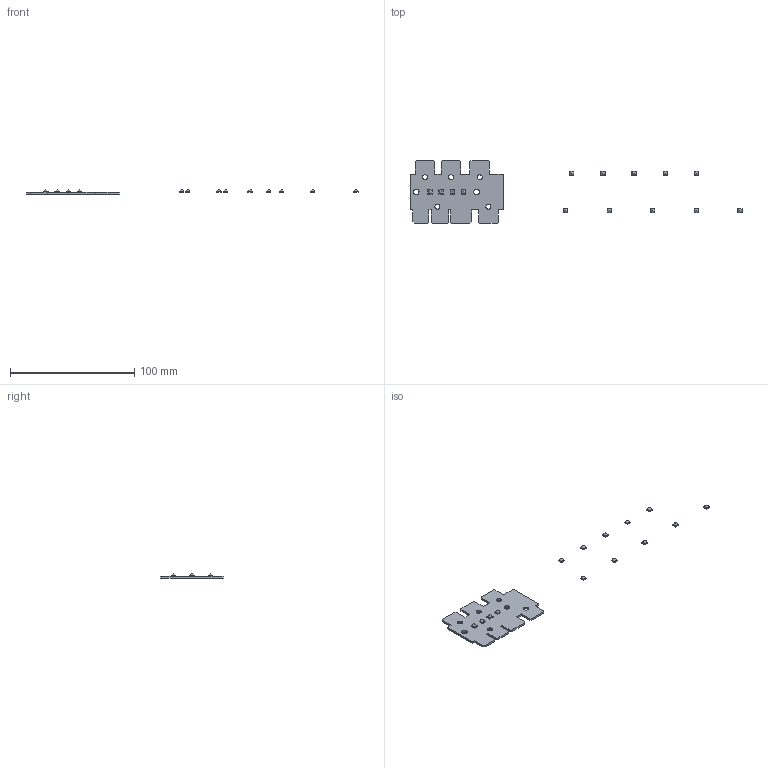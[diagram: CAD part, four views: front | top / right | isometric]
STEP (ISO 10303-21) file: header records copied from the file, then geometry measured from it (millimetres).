
FILE_DESCRIPTION(('KiCad electronic assembly'),'2;1');
FILE_NAME('led-panel.step','2019-09-10T09:54:45',('An Author'),( 'A Company'),'Open CASCADE STEP processor 6.9', 'KiCad to STEP converter','Unknown');
FILE_SCHEMA(('AUTOMOTIVE_DESIGN { 1 0 10303 214 1 1 1 1 }'));
Length unit declared in the file: millimetre
Products named in the file (4): Open CASCADE STEP translator 6.9 1; LED-LTPL-C034UVH405; COMPOUND
Assembly tree (16 placements, depth 3):
  Open CASCADE STEP translator 6.9 1
    LED-LTPL-C034UVH405  x14
      COMPOUND
    COMPOUND
Bounding box: 266.73 x 50 x 3.78 mm (x, y, z)
Volume: 5293.5 mm3; surface area: 7824.1 mm2
Topology: 29 solids, 29 shells, 167 faces, 369 edges, 246 vertices
Faces by surface type: plane 146, sphere 14, cylinder 7
Full cylindrical faces by diameter (mm): 4.06 x5, 4.5 x2
Entity records: 4541 total; most frequent: CARTESIAN_POINT 799, DIRECTION 681, LINE 488, VECTOR 488, ORIENTED_EDGE 346, PCURVE 346, DEFINITIONAL_REPRESENTATION 346, EDGE_CURVE 173
